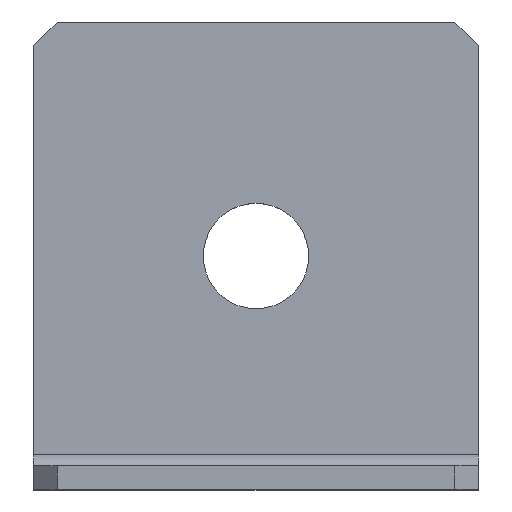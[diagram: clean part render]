
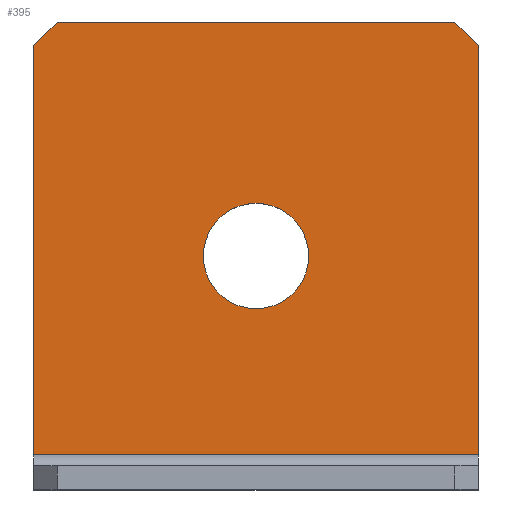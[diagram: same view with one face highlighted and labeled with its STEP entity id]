
A CAD part, top view. The second image highlights one B-rep face of the part: STEP entity #395.
In plain terms, the highlighted planar face has unit normal (0, 0, 1).
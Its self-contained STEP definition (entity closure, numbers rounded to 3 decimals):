
#2 = CARTESIAN_POINT ( 'NONE',  ( 17., 40., 2. ) ) ;
#16 = VERTEX_POINT ( 'NONE', #2 ) ;
#36 = DIRECTION ( 'NONE',  ( -0.707, -0.707, 0. ) ) ;
#44 = VECTOR ( 'NONE', #499, 1000. ) ;
#49 = DIRECTION ( 'NONE',  ( 0., -1., 0. ) ) ;
#50 = ORIENTED_EDGE ( 'NONE', *, *, #304, .T. ) ;
#55 = ORIENTED_EDGE ( 'NONE', *, *, #483, .F. ) ;
#60 = DIRECTION ( 'NONE',  ( 1., 0., 0. ) ) ;
#61 = VERTEX_POINT ( 'NONE', #631 ) ;
#65 = DIRECTION ( 'NONE',  ( 0., 1., 0. ) ) ;
#74 = LINE ( 'NONE', #384, #533 ) ;
#77 = LINE ( 'NONE', #530, #471 ) ;
#92 = LINE ( 'NONE', #458, #402 ) ;
#103 = FACE_OUTER_BOUND ( 'NONE', #439, .T. ) ;
#122 = EDGE_CURVE ( 'NONE', #629, #16, #77, .T. ) ;
#133 = EDGE_CURVE ( 'NONE', #635, #629, #74, .T. ) ;
#157 = ORIENTED_EDGE ( 'NONE', *, *, #213, .F. ) ;
#166 = DIRECTION ( 'NONE',  ( 0., 0., 1. ) ) ;
#177 = VERTEX_POINT ( 'NONE', #481 ) ;
#185 = CARTESIAN_POINT ( 'NONE',  ( -19., 40., 2. ) ) ;
#195 = CIRCLE ( 'NONE', #632, 4.5 ) ;
#196 = ORIENTED_EDGE ( 'NONE', *, *, #617, .T. ) ;
#206 = AXIS2_PLACEMENT_3D ( 'NONE', #672, #363, #508 ) ;
#211 = EDGE_CURVE ( 'NONE', #228, #562, #343, .T. ) ;
#212 = DIRECTION ( 'NONE',  ( 0., 0., 1. ) ) ;
#213 = EDGE_CURVE ( 'NONE', #635, #177, #341, .T. ) ;
#227 = VECTOR ( 'NONE', #504, 1000. ) ;
#228 = VERTEX_POINT ( 'NONE', #398 ) ;
#252 = CIRCLE ( 'NONE', #623, 4.5 ) ;
#298 = CARTESIAN_POINT ( 'NONE',  ( 4.5, 20., 2. ) ) ;
#299 = LINE ( 'NONE', #185, #44 ) ;
#304 = EDGE_CURVE ( 'NONE', #16, #228, #299, .T. ) ;
#317 = ORIENTED_EDGE ( 'NONE', *, *, #133, .T. ) ;
#341 = LINE ( 'NONE', #538, #227 ) ;
#343 = LINE ( 'NONE', #348, #597 ) ;
#348 = CARTESIAN_POINT ( 'NONE',  ( -17., 40., 2. ) ) ;
#350 = ORIENTED_EDGE ( 'NONE', *, *, #122, .T. ) ;
#358 = CARTESIAN_POINT ( 'NONE',  ( 0., 20., 2. ) ) ;
#360 = ORIENTED_EDGE ( 'NONE', *, *, #443, .F. ) ;
#363 = DIRECTION ( 'NONE',  ( 0., 0., -1. ) ) ;
#367 = VERTEX_POINT ( 'NONE', #298 ) ;
#381 = CARTESIAN_POINT ( 'NONE',  ( 0., 20., 2. ) ) ;
#384 = CARTESIAN_POINT ( 'NONE',  ( 19., 0., 2. ) ) ;
#395 = ADVANCED_FACE ( 'NONE', ( #574, #103 ), #417, .F. ) ;
#398 = CARTESIAN_POINT ( 'NONE',  ( -17., 40., 2. ) ) ;
#402 = VECTOR ( 'NONE', #49, 1000. ) ;
#412 = CARTESIAN_POINT ( 'NONE',  ( 19., 38., 2. ) ) ;
#417 = PLANE ( 'NONE',  #206 ) ;
#439 = EDGE_LOOP ( 'NONE', ( #317, #350, #50, #488, #196, #157 ) ) ;
#443 = EDGE_CURVE ( 'NONE', #367, #61, #252, .T. ) ;
#454 = CARTESIAN_POINT ( 'NONE',  ( 19., 3., 2. ) ) ;
#458 = CARTESIAN_POINT ( 'NONE',  ( -19., 0., 2. ) ) ;
#471 = VECTOR ( 'NONE', #592, 1000. ) ;
#481 = CARTESIAN_POINT ( 'NONE',  ( -19., 3., 2. ) ) ;
#483 = EDGE_CURVE ( 'NONE', #61, #367, #195, .T. ) ;
#488 = ORIENTED_EDGE ( 'NONE', *, *, #211, .T. ) ;
#499 = DIRECTION ( 'NONE',  ( -1., 0., 0. ) ) ;
#504 = DIRECTION ( 'NONE',  ( -1., 0., 0. ) ) ;
#508 = DIRECTION ( 'NONE',  ( -1., 0., 0. ) ) ;
#528 = DIRECTION ( 'NONE',  ( 1., 0., 0. ) ) ;
#530 = CARTESIAN_POINT ( 'NONE',  ( 19., 38., 2. ) ) ;
#533 = VECTOR ( 'NONE', #65, 1000. ) ;
#537 = EDGE_LOOP ( 'NONE', ( #360, #55 ) ) ;
#538 = CARTESIAN_POINT ( 'NONE',  ( 19., 3., 2. ) ) ;
#539 = CARTESIAN_POINT ( 'NONE',  ( -19., 38., 2. ) ) ;
#562 = VERTEX_POINT ( 'NONE', #539 ) ;
#574 = FACE_BOUND ( 'NONE', #537, .T. ) ;
#592 = DIRECTION ( 'NONE',  ( -0.707, 0.707, 0. ) ) ;
#597 = VECTOR ( 'NONE', #36, 1000. ) ;
#617 = EDGE_CURVE ( 'NONE', #562, #177, #92, .T. ) ;
#623 = AXIS2_PLACEMENT_3D ( 'NONE', #358, #212, #60 ) ;
#629 = VERTEX_POINT ( 'NONE', #412 ) ;
#631 = CARTESIAN_POINT ( 'NONE',  ( -4.5, 20., 2. ) ) ;
#632 = AXIS2_PLACEMENT_3D ( 'NONE', #381, #166, #528 ) ;
#635 = VERTEX_POINT ( 'NONE', #454 ) ;
#672 = CARTESIAN_POINT ( 'NONE',  ( 0., 0., 2. ) ) ;
